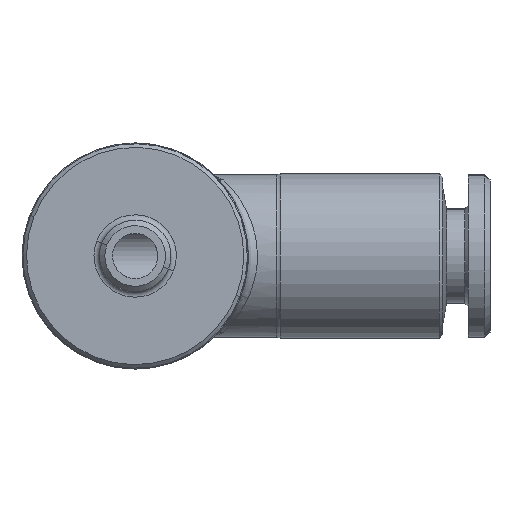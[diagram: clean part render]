
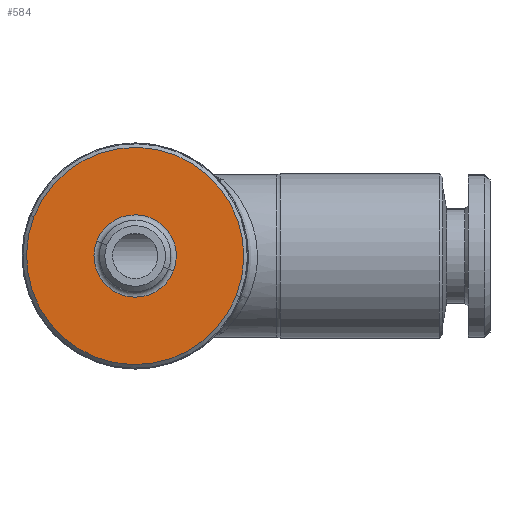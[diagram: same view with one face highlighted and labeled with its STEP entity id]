
A CAD part, front view. The second image highlights one B-rep face of the part: STEP entity #584.
In plain terms, the highlighted planar face has unit normal (0, -1, 0).
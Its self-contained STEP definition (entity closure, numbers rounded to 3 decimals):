
#158 = EDGE_CURVE ( 'NONE', #159, #160, #931, .T. ) ;
#159 = VERTEX_POINT ( 'NONE', #921 ) ;
#160 = VERTEX_POINT ( 'NONE', #920 ) ;
#207 = VERTEX_POINT ( 'NONE', #1165 ) ;
#209 = EDGE_CURVE ( 'NONE', #207, #210, #1164, .T. ) ;
#210 = VERTEX_POINT ( 'NONE', #1159 ) ;
#503 = EDGE_CURVE ( 'NONE', #210, #207, #1896, .T. ) ;
#504 = EDGE_LOOP ( 'NONE', ( #585, #587 ) ) ;
#584 = ADVANCED_FACE ( 'NONE', ( #2308, #2307 ), #2301, .T. ) ;
#585 = ORIENTED_EDGE ( 'NONE', *, *, #586, .T. ) ;
#586 = EDGE_CURVE ( 'NONE', #160, #159, #2296, .T. ) ;
#587 = ORIENTED_EDGE ( 'NONE', *, *, #158, .T. ) ;
#588 = EDGE_LOOP ( 'NONE', ( #589, #590 ) ) ;
#589 = ORIENTED_EDGE ( 'NONE', *, *, #503, .F. ) ;
#590 = ORIENTED_EDGE ( 'NONE', *, *, #209, .F. ) ;
#920 = CARTESIAN_POINT ( 'NONE',  ( 5.589, -9.5, -2.183 ) ) ;
#921 = CARTESIAN_POINT ( 'NONE',  ( -5.589, -9.5, 2.183 ) ) ;
#922 = DIRECTION ( 'NONE',  ( -0.931, 0., 0.364 ) ) ;
#923 = DIRECTION ( 'NONE',  ( 0., -1., 0. ) ) ;
#924 = CARTESIAN_POINT ( 'NONE',  ( 0., -9.5, 0. ) ) ;
#925 = AXIS2_PLACEMENT_3D ( 'NONE', #924, #923, #922 ) ;
#931 = CIRCLE ( 'NONE', #925, 6. ) ;
#1159 = CARTESIAN_POINT ( 'NONE',  ( -2.119, -9.5, 0.828 ) ) ;
#1160 = DIRECTION ( 'NONE',  ( -0.931, 0., 0.364 ) ) ;
#1161 = DIRECTION ( 'NONE',  ( 0., -1., 0. ) ) ;
#1162 = CARTESIAN_POINT ( 'NONE',  ( 0., -9.5, 0. ) ) ;
#1163 = AXIS2_PLACEMENT_3D ( 'NONE', #1162, #1161, #1160 ) ;
#1164 = CIRCLE ( 'NONE', #1163, 2.275 ) ;
#1165 = CARTESIAN_POINT ( 'NONE',  ( 2.119, -9.5, -0.828 ) ) ;
#1892 = DIRECTION ( 'NONE',  ( -0.931, 0., 0.364 ) ) ;
#1893 = DIRECTION ( 'NONE',  ( 0., -1., 0. ) ) ;
#1894 = CARTESIAN_POINT ( 'NONE',  ( 0., -9.5, 0. ) ) ;
#1895 = AXIS2_PLACEMENT_3D ( 'NONE', #1894, #1893, #1892 ) ;
#1896 = CIRCLE ( 'NONE', #1895, 2.275 ) ;
#2292 = DIRECTION ( 'NONE',  ( -0.931, 0., 0.364 ) ) ;
#2293 = DIRECTION ( 'NONE',  ( 0., -1., 0. ) ) ;
#2294 = CARTESIAN_POINT ( 'NONE',  ( 0., -9.5, 0. ) ) ;
#2295 = AXIS2_PLACEMENT_3D ( 'NONE', #2294, #2293, #2292 ) ;
#2296 = CIRCLE ( 'NONE', #2295, 6. ) ;
#2297 = DIRECTION ( 'NONE',  ( -0.931, 0., 0.364 ) ) ;
#2298 = DIRECTION ( 'NONE',  ( 0., -1., 0. ) ) ;
#2299 = CARTESIAN_POINT ( 'NONE',  ( -2.183, -9.5, -5.589 ) ) ;
#2300 = AXIS2_PLACEMENT_3D ( 'NONE', #2299, #2298, #2297 ) ;
#2301 = PLANE ( 'NONE',  #2300 ) ;
#2307 = FACE_BOUND ( 'NONE', #588, .T. ) ;
#2308 = FACE_OUTER_BOUND ( 'NONE', #504, .T. ) ;
